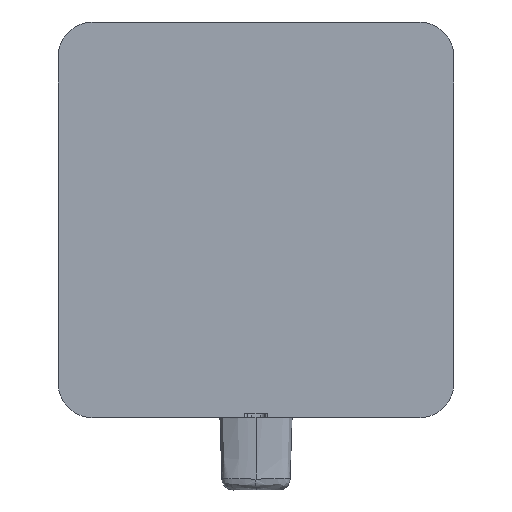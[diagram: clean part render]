
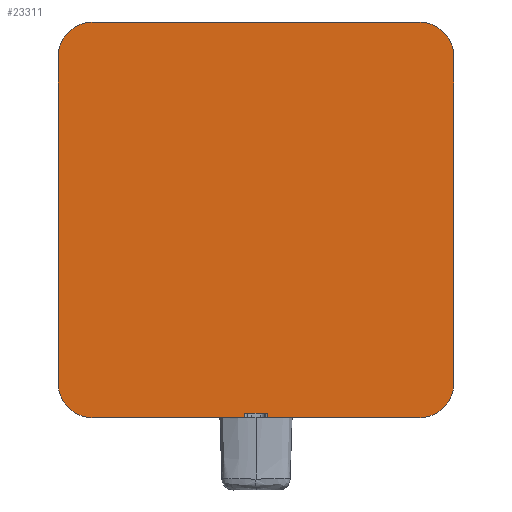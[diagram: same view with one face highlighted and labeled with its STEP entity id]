
A CAD part, left-side view. The second image highlights one B-rep face of the part: STEP entity #23311.
In plain terms, the highlighted face is planar.
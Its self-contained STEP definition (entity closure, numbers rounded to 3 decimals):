
#13126=CARTESIAN_POINT(' ',(4.916,-85.,0.));
#13127=VERTEX_POINT(' ',#13126);
#13141=CARTESIAN_POINT(' ',(70.,-85.,0.));
#13146=DIRECTION(' ',(-1.,0.,0.));
#13151=VECTOR(' ',#13146,1.);
#13156=LINE('',#13141,#13151);
#13161=CARTESIAN_POINT(' ',(70.,-85.,0.));
#13162=VERTEX_POINT(' ',#13161);
#13166=EDGE_CURVE(' ',#13162,#13127,#13156,.T.);
#13236=CARTESIAN_POINT(' ',(-70.,-85.,0.));
#13237=VERTEX_POINT(' ',#13236);
#13251=CARTESIAN_POINT(' ',(-4.916,-85.,0.));
#13256=DIRECTION(' ',(-1.,0.,0.));
#13261=VECTOR(' ',#13256,1.);
#13266=LINE('',#13251,#13261);
#13271=CARTESIAN_POINT(' ',(-4.916,-85.,0.));
#13272=VERTEX_POINT(' ',#13271);
#13276=EDGE_CURVE(' ',#13272,#13237,#13266,.T.);
#13411=CARTESIAN_POINT(' ',(70.,-70.,0.));
#13416=DIRECTION(' ',(0.,0.,1.));
#13421=DIRECTION(' ',(0.,-1.,0.));
#13426=AXIS2_PLACEMENT_3D(' ',#13411,#13416,#13421);
#13431=CIRCLE('',#13426,15.);
#13436=CARTESIAN_POINT(' ',(85.,-70.,0.));
#13437=VERTEX_POINT(' ',#13436);
#13441=EDGE_CURVE(' ',#13162,#13437,#13431,.T.);
#13571=CARTESIAN_POINT(' ',(85.,-70.,0.));
#13576=DIRECTION(' ',(0.,1.,0.));
#13581=VECTOR(' ',#13576,1.);
#13586=LINE('',#13571,#13581);
#13591=CARTESIAN_POINT(' ',(85.,70.,0.));
#13592=VERTEX_POINT(' ',#13591);
#13596=EDGE_CURVE(' ',#13437,#13592,#13586,.T.);
#22096=CARTESIAN_POINT(' ',(-85.,70.,0.));
#22097=VERTEX_POINT(' ',#22096);
#22111=CARTESIAN_POINT(' ',(-85.,-70.,0.));
#22116=DIRECTION(' ',(0.,1.,0.));
#22121=VECTOR(' ',#22116,1.);
#22126=LINE('',#22111,#22121);
#22131=CARTESIAN_POINT(' ',(-85.,-70.,0.));
#22132=VERTEX_POINT(' ',#22131);
#22136=EDGE_CURVE(' ',#22132,#22097,#22126,.T.);
#22276=CARTESIAN_POINT(' ',(-69.999,-69.999,0.));
#22281=DIRECTION(' ',(0.,0.,1.));
#22286=DIRECTION(' ',(-1.,0.,0.));
#22291=AXIS2_PLACEMENT_3D(' ',#22276,#22281,#22286);
#22296=CIRCLE('',#22291,15.001);
#22301=EDGE_CURVE(' ',#22132,#13237,#22296,.T.);
#23006=CARTESIAN_POINT(' ',(4.916,-82.997,0.));
#23007=VERTEX_POINT(' ',#23006);
#23021=CARTESIAN_POINT(' ',(4.916,-82.997,0.));
#23026=DIRECTION(' ',(0.,-1.,0.));
#23031=VECTOR(' ',#23026,1.);
#23036=LINE('',#23021,#23031);
#23041=EDGE_CURVE(' ',#23007,#13127,#23036,.T.);
#23066=DIRECTION(' ',(-0.,0.,-1.));
#23071=CARTESIAN_POINT(' ',(85.,-85.,0.));
#23076=DIRECTION(' ',(-1.,0.,0.));
#23081=AXIS2_PLACEMENT_3D(' ',#23071,#23066,#23076);
#23086=PLANE('',#23081);
#23091=ORIENTED_EDGE(' ',*,*,#13441,.F.);
#23096=ORIENTED_EDGE(' ',*,*,#13166,.T.);
#23101=ORIENTED_EDGE(' ',*,*,#23041,.F.);
#23106=CARTESIAN_POINT(' ',(4.916,-82.997,0.));
#23111=DIRECTION(' ',(-1.,0.,0.));
#23116=VECTOR(' ',#23111,1.);
#23121=LINE('',#23106,#23116);
#23126=CARTESIAN_POINT(' ',(-4.916,-82.997,0.));
#23127=VERTEX_POINT(' ',#23126);
#23131=EDGE_CURVE(' ',#23007,#23127,#23121,.T.);
#23136=ORIENTED_EDGE(' ',*,*,#23131,.T.);
#23141=CARTESIAN_POINT(' ',(-4.916,-82.997,0.));
#23146=DIRECTION(' ',(0.,-1.,0.));
#23151=VECTOR(' ',#23146,1.);
#23156=LINE('',#23141,#23151);
#23161=EDGE_CURVE(' ',#23127,#13272,#23156,.T.);
#23166=ORIENTED_EDGE(' ',*,*,#23161,.T.);
#23171=ORIENTED_EDGE(' ',*,*,#13276,.T.);
#23176=ORIENTED_EDGE(' ',*,*,#22301,.F.);
#23181=ORIENTED_EDGE(' ',*,*,#22136,.T.);
#23186=CARTESIAN_POINT(' ',(-70.,70.,0.));
#23191=DIRECTION(' ',(0.,0.,1.));
#23196=DIRECTION(' ',(0.,1.,0.));
#23201=AXIS2_PLACEMENT_3D(' ',#23186,#23191,#23196);
#23206=CIRCLE('',#23201,15.);
#23211=CARTESIAN_POINT(' ',(-70.,85.,0.));
#23212=VERTEX_POINT(' ',#23211);
#23216=EDGE_CURVE(' ',#23212,#22097,#23206,.T.);
#23221=ORIENTED_EDGE(' ',*,*,#23216,.F.);
#23226=CARTESIAN_POINT(' ',(70.,85.,0.));
#23231=DIRECTION(' ',(-1.,0.,0.));
#23236=VECTOR(' ',#23231,1.);
#23241=LINE('',#23226,#23236);
#23246=CARTESIAN_POINT(' ',(70.,85.,0.));
#23247=VERTEX_POINT(' ',#23246);
#23251=EDGE_CURVE(' ',#23247,#23212,#23241,.T.);
#23256=ORIENTED_EDGE(' ',*,*,#23251,.F.);
#23261=CARTESIAN_POINT(' ',(70.,70.,0.));
#23266=DIRECTION(' ',(0.,0.,1.));
#23271=DIRECTION(' ',(1.,0.,0.));
#23276=AXIS2_PLACEMENT_3D(' ',#23261,#23266,#23271);
#23281=CIRCLE('',#23276,15.);
#23286=EDGE_CURVE(' ',#13592,#23247,#23281,.T.);
#23291=ORIENTED_EDGE(' ',*,*,#23286,.F.);
#23296=ORIENTED_EDGE(' ',*,*,#13596,.F.);
#23301=EDGE_LOOP(' ',(#23091,#23096,#23101,#23136,#23166,#23171,#23176,#23181,#23221,#23256,#23291,#23296));
#23306=FACE_OUTER_BOUND(' ',#23301,.T.);
#23311=ADVANCED_FACE('',(#23306),#23086,.T.);
